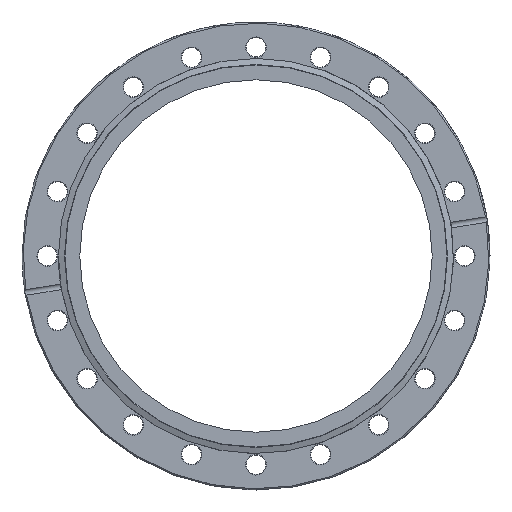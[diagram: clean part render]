
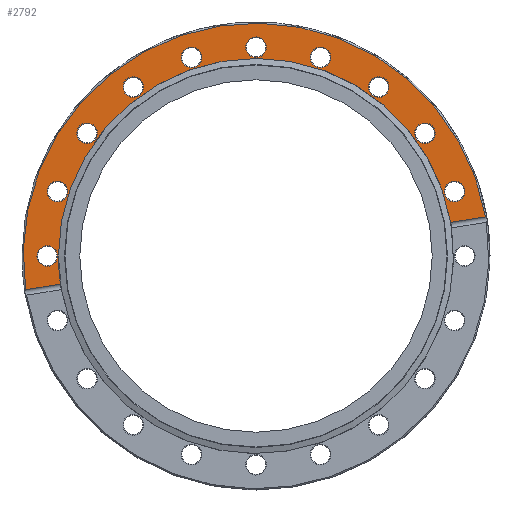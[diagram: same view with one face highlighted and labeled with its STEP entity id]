
A CAD part, front view. The second image highlights one B-rep face of the part: STEP entity #2792.
In plain terms, the highlighted planar face has unit normal (0, -1, 0).
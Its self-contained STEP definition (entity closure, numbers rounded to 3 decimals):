
#100=PLANE('',#3017);
#126=FACE_BOUND('',#800,.T.);
#127=FACE_BOUND('',#801,.T.);
#128=FACE_BOUND('',#802,.T.);
#129=FACE_BOUND('',#803,.T.);
#130=FACE_BOUND('',#804,.T.);
#131=FACE_BOUND('',#805,.T.);
#132=FACE_BOUND('',#806,.T.);
#133=FACE_BOUND('',#807,.T.);
#134=FACE_BOUND('',#808,.T.);
#135=FACE_BOUND('',#809,.T.);
#226=LINE('',#3915,#345);
#342=LINE('',#16495,#461);
#345=VECTOR('',#3179,10.);
#461=VECTOR('',#3521,10.);
#603=FACE_OUTER_BOUND('',#799,.T.);
#799=EDGE_LOOP('',(#2458,#2459,#2460,#2461));
#800=EDGE_LOOP('',(#2462));
#801=EDGE_LOOP('',(#2463));
#802=EDGE_LOOP('',(#2464));
#803=EDGE_LOOP('',(#2465));
#804=EDGE_LOOP('',(#2466));
#805=EDGE_LOOP('',(#2467));
#806=EDGE_LOOP('',(#2468));
#807=EDGE_LOOP('',(#2469));
#808=EDGE_LOOP('',(#2470));
#809=EDGE_LOOP('',(#2471));
#971=CIRCLE('',#2886,101.);
#1053=CIRCLE('',#3018,85.7);
#1054=CIRCLE('',#3019,4.45);
#1055=CIRCLE('',#3020,4.45);
#1056=CIRCLE('',#3021,4.45);
#1057=CIRCLE('',#3022,4.45);
#1058=CIRCLE('',#3023,4.45);
#1059=CIRCLE('',#3024,4.45);
#1060=CIRCLE('',#3025,4.45);
#1061=CIRCLE('',#3026,4.45);
#1062=CIRCLE('',#3027,4.45);
#1063=CIRCLE('',#3028,4.45);
#1228=VERTEX_POINT('',#3859);
#1231=VERTEX_POINT('',#3871);
#1235=VERTEX_POINT('',#3900);
#1420=VERTEX_POINT('',#16494);
#1433=VERTEX_POINT('',#16541);
#1434=VERTEX_POINT('',#16543);
#1435=VERTEX_POINT('',#16545);
#1436=VERTEX_POINT('',#16547);
#1437=VERTEX_POINT('',#16549);
#1438=VERTEX_POINT('',#16551);
#1439=VERTEX_POINT('',#16553);
#1440=VERTEX_POINT('',#16555);
#1441=VERTEX_POINT('',#16557);
#1442=VERTEX_POINT('',#16559);
#1513=EDGE_CURVE('',#1231,#1228,#971,.T.);
#1518=EDGE_CURVE('',#1231,#1235,#226,.T.);
#1792=EDGE_CURVE('',#1420,#1228,#342,.T.);
#1808=EDGE_CURVE('',#1235,#1420,#1053,.T.);
#1809=EDGE_CURVE('',#1433,#1433,#1054,.T.);
#1810=EDGE_CURVE('',#1434,#1434,#1055,.T.);
#1811=EDGE_CURVE('',#1435,#1435,#1056,.T.);
#1812=EDGE_CURVE('',#1436,#1436,#1057,.T.);
#1813=EDGE_CURVE('',#1437,#1437,#1058,.T.);
#1814=EDGE_CURVE('',#1438,#1438,#1059,.T.);
#1815=EDGE_CURVE('',#1439,#1439,#1060,.T.);
#1816=EDGE_CURVE('',#1440,#1440,#1061,.T.);
#1817=EDGE_CURVE('',#1441,#1441,#1062,.T.);
#1818=EDGE_CURVE('',#1442,#1442,#1063,.T.);
#2458=ORIENTED_EDGE('',*,*,#1513,.F.);
#2459=ORIENTED_EDGE('',*,*,#1518,.T.);
#2460=ORIENTED_EDGE('',*,*,#1808,.T.);
#2461=ORIENTED_EDGE('',*,*,#1792,.T.);
#2462=ORIENTED_EDGE('',*,*,#1809,.F.);
#2463=ORIENTED_EDGE('',*,*,#1810,.F.);
#2464=ORIENTED_EDGE('',*,*,#1811,.F.);
#2465=ORIENTED_EDGE('',*,*,#1812,.F.);
#2466=ORIENTED_EDGE('',*,*,#1813,.F.);
#2467=ORIENTED_EDGE('',*,*,#1814,.F.);
#2468=ORIENTED_EDGE('',*,*,#1815,.F.);
#2469=ORIENTED_EDGE('',*,*,#1816,.F.);
#2470=ORIENTED_EDGE('',*,*,#1817,.F.);
#2471=ORIENTED_EDGE('',*,*,#1818,.F.);
#2792=ADVANCED_FACE('',(#603,#126,#127,#128,#129,#130,#131,#132,#133,#134,
#135),#100,.T.);
#2886=AXIS2_PLACEMENT_3D('',#3880,#3174,#3175);
#3017=AXIS2_PLACEMENT_3D('',#16539,#3555,#3556);
#3018=AXIS2_PLACEMENT_3D('',#16540,#3557,#3558);
#3019=AXIS2_PLACEMENT_3D('',#16542,#3559,#3560);
#3020=AXIS2_PLACEMENT_3D('',#16544,#3561,#3562);
#3021=AXIS2_PLACEMENT_3D('',#16546,#3563,#3564);
#3022=AXIS2_PLACEMENT_3D('',#16548,#3565,#3566);
#3023=AXIS2_PLACEMENT_3D('',#16550,#3567,#3568);
#3024=AXIS2_PLACEMENT_3D('',#16552,#3569,#3570);
#3025=AXIS2_PLACEMENT_3D('',#16554,#3571,#3572);
#3026=AXIS2_PLACEMENT_3D('',#16556,#3573,#3574);
#3027=AXIS2_PLACEMENT_3D('',#16558,#3575,#3576);
#3028=AXIS2_PLACEMENT_3D('',#16560,#3577,#3578);
#3174=DIRECTION('center_axis',(0.,1.,0.));
#3175=DIRECTION('ref_axis',(-1.,0.,0.));
#3179=DIRECTION('',(0.988,0.,0.156));
#3521=DIRECTION('',(0.988,0.,0.156));
#3555=DIRECTION('center_axis',(0.,-1.,0.));
#3556=DIRECTION('ref_axis',(0.,0.,-1.));
#3557=DIRECTION('center_axis',(0.,1.,0.));
#3558=DIRECTION('ref_axis',(1.,0.,0.));
#3559=DIRECTION('center_axis',(0.,-1.,0.));
#3560=DIRECTION('ref_axis',(-0.309,0.,0.951));
#3561=DIRECTION('center_axis',(0.,-1.,0.));
#3562=DIRECTION('ref_axis',(-0.809,0.,0.588));
#3563=DIRECTION('center_axis',(0.,-1.,0.));
#3564=DIRECTION('ref_axis',(-1.,0.,0.));
#3565=DIRECTION('center_axis',(0.,-1.,0.));
#3566=DIRECTION('ref_axis',(-0.809,0.,-0.588));
#3567=DIRECTION('center_axis',(0.,-1.,0.));
#3568=DIRECTION('ref_axis',(-0.309,0.,-0.951));
#3569=DIRECTION('center_axis',(0.,-1.,0.));
#3570=DIRECTION('ref_axis',(0.,0.,-1.));
#3571=DIRECTION('center_axis',(0.,-1.,0.));
#3572=DIRECTION('ref_axis',(-0.588,0.,-0.809));
#3573=DIRECTION('center_axis',(0.,-1.,0.));
#3574=DIRECTION('ref_axis',(-0.951,0.,-0.309));
#3575=DIRECTION('center_axis',(0.,-1.,0.));
#3576=DIRECTION('ref_axis',(-0.951,0.,0.309));
#3577=DIRECTION('center_axis',(0.,-1.,0.));
#3578=DIRECTION('ref_axis',(-0.588,0.,0.809));
#3859=CARTESIAN_POINT('',(99.562,0.,16.984));
#3871=CARTESIAN_POINT('',(-99.937,0.,-14.614));
#3880=CARTESIAN_POINT('Origin',(0.,0.,0.));
#3900=CARTESIAN_POINT('',(-84.824,0.,-12.22));
#3915=CARTESIAN_POINT('',(100.063,0.,17.063));
#16494=CARTESIAN_POINT('',(84.449,0.,14.59));
#16495=CARTESIAN_POINT('',(100.063,0.,17.063));
#16539=CARTESIAN_POINT('Origin',(-101.5,0.,0.));
#16540=CARTESIAN_POINT('Origin',(0.,0.,0.));
#16541=CARTESIAN_POINT('',(87.493,0.,23.749));
#16542=CARTESIAN_POINT('Origin',(86.118,0.,27.981));
#16543=CARTESIAN_POINT('',(56.824,0.,70.641));
#16544=CARTESIAN_POINT('Origin',(53.224,0.,73.256));
#16545=CARTESIAN_POINT('',(4.45,0.,90.55));
#16546=CARTESIAN_POINT('Origin',(0.,0.,90.55));
#16547=CARTESIAN_POINT('',(-49.624,0.,75.872));
#16548=CARTESIAN_POINT('Origin',(-53.224,0.,73.256));
#16549=CARTESIAN_POINT('',(-84.743,0.,32.214));
#16550=CARTESIAN_POINT('Origin',(-86.118,0.,27.981));
#16551=CARTESIAN_POINT('',(-90.55,0.,4.45));
#16552=CARTESIAN_POINT('Origin',(-90.55,0.,0.));
#16553=CARTESIAN_POINT('',(-70.641,0.,56.824));
#16554=CARTESIAN_POINT('Origin',(-73.256,0.,53.224));
#16555=CARTESIAN_POINT('',(-23.749,0.,87.493));
#16556=CARTESIAN_POINT('Origin',(-27.981,0.,86.118));
#16557=CARTESIAN_POINT('',(32.214,0.,84.743));
#16558=CARTESIAN_POINT('Origin',(27.981,0.,86.118));
#16559=CARTESIAN_POINT('',(75.872,0.,49.624));
#16560=CARTESIAN_POINT('Origin',(73.256,0.,53.224));
